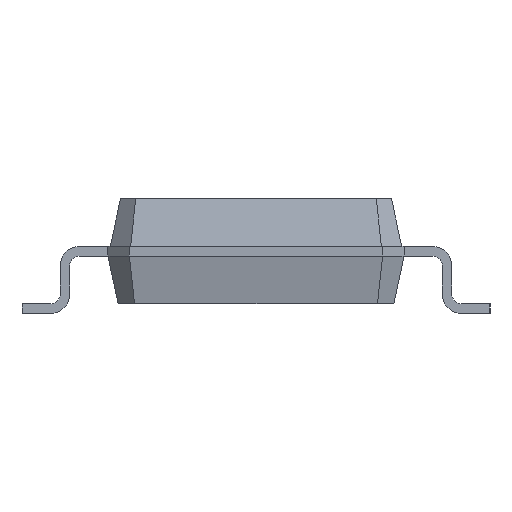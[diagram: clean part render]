
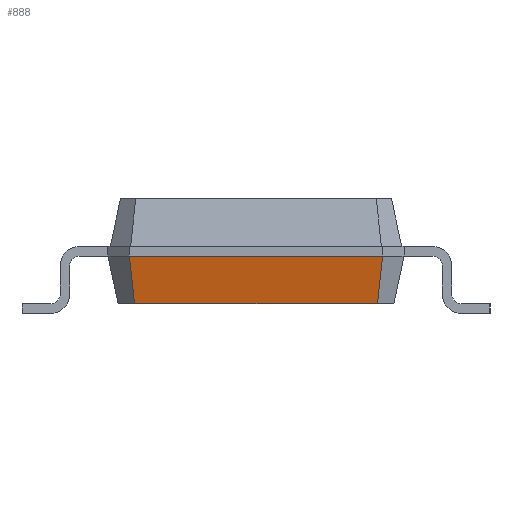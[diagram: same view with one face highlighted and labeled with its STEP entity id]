
A CAD part, front view. The second image highlights one B-rep face of the part: STEP entity #888.
In plain terms, the highlighted free-form (B-spline) face has degree [1, 1] with [2, 2] control points.
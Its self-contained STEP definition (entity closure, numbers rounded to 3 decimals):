
#54 = PLANE('',#55);
#55 = AXIS2_PLACEMENT_3D('',#56,#57,#58);
#56 = CARTESIAN_POINT('',(-1.444,-1.272,0.1));
#57 = DIRECTION('',(0.,0.,1.));
#58 = DIRECTION('',(0.75,0.661,0.));
#200 = VERTEX_POINT('',#201);
#201 = CARTESIAN_POINT('',(1.444,1.272,0.1));
#215 = B_SPLINE_SURFACE_WITH_KNOTS('',1,1,(
    (#216,#217)
    ,(#218,#219
    )),.UNSPECIFIED.,.F.,.F.,.F.,(2,2),(2,2),(0.,0.318),(
    0.,1.),.PIECEWISE_BEZIER_KNOTS.);
#216 = CARTESIAN_POINT('',(1.272,1.444,0.1));
#217 = CARTESIAN_POINT('',(1.325,1.55,0.6));
#218 = CARTESIAN_POINT('',(1.444,1.272,0.1));
#219 = CARTESIAN_POINT('',(1.55,1.325,0.6));
#226 = EDGE_CURVE('',#200,#227,#229,.T.);
#227 = VERTEX_POINT('',#228);
#228 = CARTESIAN_POINT('',(1.444,-1.272,0.1));
#229 = SURFACE_CURVE('',#230,(#234,#241),.PCURVE_S1.);
#230 = LINE('',#231,#232);
#231 = CARTESIAN_POINT('',(1.444,1.272,0.1));
#232 = VECTOR('',#233,1.);
#233 = DIRECTION('',(0.,-1.,0.));
#234 = PCURVE('',#54,#235);
#235 = DEFINITIONAL_REPRESENTATION('',(#236),#240);
#236 = LINE('',#237,#238);
#237 = CARTESIAN_POINT('',(3.848,0.));
#238 = VECTOR('',#239,1.);
#239 = DIRECTION('',(-0.661,-0.75));
#240 = ( GEOMETRIC_REPRESENTATION_CONTEXT(2) 
PARAMETRIC_REPRESENTATION_CONTEXT() REPRESENTATION_CONTEXT('2D SPACE',''
  ) );
#241 = PCURVE('',#242,#247);
#242 = B_SPLINE_SURFACE_WITH_KNOTS('',1,1,(
    (#243,#244)
    ,(#245,#246
    )),.UNSPECIFIED.,.F.,.F.,.F.,(2,2),(2,2),(0.,2.65),(0.,1.)
  ,.PIECEWISE_BEZIER_KNOTS.);
#243 = CARTESIAN_POINT('',(1.444,1.272,0.1));
#244 = CARTESIAN_POINT('',(1.55,1.325,0.6));
#245 = CARTESIAN_POINT('',(1.444,-1.272,0.1));
#246 = CARTESIAN_POINT('',(1.55,-1.325,0.6));
#247 = DEFINITIONAL_REPRESENTATION('',(#248),#251);
#248 = B_SPLINE_CURVE_WITH_KNOTS('',1,(#249,#250),.UNSPECIFIED.,.F.,.F.,
  (2,2),(0.,2.544),.PIECEWISE_BEZIER_KNOTS.);
#249 = CARTESIAN_POINT('',(0.,0.));
#250 = CARTESIAN_POINT('',(2.65,0.));
#251 = ( GEOMETRIC_REPRESENTATION_CONTEXT(2) 
PARAMETRIC_REPRESENTATION_CONTEXT() REPRESENTATION_CONTEXT('2D SPACE',''
  ) );
#269 = B_SPLINE_SURFACE_WITH_KNOTS('',1,1,(
    (#270,#271)
    ,(#272,#273
    )),.UNSPECIFIED.,.F.,.F.,.F.,(2,2),(2,2),(0.,0.318),(
    0.,1.),.PIECEWISE_BEZIER_KNOTS.);
#270 = CARTESIAN_POINT('',(1.444,-1.272,0.1));
#271 = CARTESIAN_POINT('',(1.55,-1.325,0.6));
#272 = CARTESIAN_POINT('',(1.272,-1.444,0.1));
#273 = CARTESIAN_POINT('',(1.325,-1.55,0.6));
#840 = EDGE_CURVE('',#200,#841,#843,.T.);
#841 = VERTEX_POINT('',#842);
#842 = CARTESIAN_POINT('',(1.55,1.325,0.6));
#843 = SURFACE_CURVE('',#844,(#847,#854),.PCURVE_S1.);
#844 = B_SPLINE_CURVE_WITH_KNOTS('',1,(#845,#846),.UNSPECIFIED.,.F.,.F.,
  (2,2),(0.,1.),.PIECEWISE_BEZIER_KNOTS.);
#845 = CARTESIAN_POINT('',(1.444,1.272,0.1));
#846 = CARTESIAN_POINT('',(1.55,1.325,0.6));
#847 = PCURVE('',#215,#848);
#848 = DEFINITIONAL_REPRESENTATION('',(#849),#853);
#849 = LINE('',#850,#851);
#850 = CARTESIAN_POINT('',(0.318,0.));
#851 = VECTOR('',#852,1.);
#852 = DIRECTION('',(0.,1.));
#853 = ( GEOMETRIC_REPRESENTATION_CONTEXT(2) 
PARAMETRIC_REPRESENTATION_CONTEXT() REPRESENTATION_CONTEXT('2D SPACE',''
  ) );
#854 = PCURVE('',#242,#855);
#855 = DEFINITIONAL_REPRESENTATION('',(#856),#860);
#856 = LINE('',#857,#858);
#857 = CARTESIAN_POINT('',(0.,0.));
#858 = VECTOR('',#859,1.);
#859 = DIRECTION('',(0.,1.));
#860 = ( GEOMETRIC_REPRESENTATION_CONTEXT(2) 
PARAMETRIC_REPRESENTATION_CONTEXT() REPRESENTATION_CONTEXT('2D SPACE',''
  ) );
#888 = ADVANCED_FACE('',(#889),#242,.F.);
#889 = FACE_BOUND('',#890,.F.);
#890 = EDGE_LOOP('',(#891,#892,#914,#940));
#891 = ORIENTED_EDGE('',*,*,#226,.T.);
#892 = ORIENTED_EDGE('',*,*,#893,.T.);
#893 = EDGE_CURVE('',#227,#894,#896,.T.);
#894 = VERTEX_POINT('',#895);
#895 = CARTESIAN_POINT('',(1.55,-1.325,0.6));
#896 = SURFACE_CURVE('',#897,(#900,#907),.PCURVE_S1.);
#897 = B_SPLINE_CURVE_WITH_KNOTS('',1,(#898,#899),.UNSPECIFIED.,.F.,.F.,
  (2,2),(0.,1.),.PIECEWISE_BEZIER_KNOTS.);
#898 = CARTESIAN_POINT('',(1.444,-1.272,0.1));
#899 = CARTESIAN_POINT('',(1.55,-1.325,0.6));
#900 = PCURVE('',#242,#901);
#901 = DEFINITIONAL_REPRESENTATION('',(#902),#906);
#902 = LINE('',#903,#904);
#903 = CARTESIAN_POINT('',(2.65,0.));
#904 = VECTOR('',#905,1.);
#905 = DIRECTION('',(0.,1.));
#906 = ( GEOMETRIC_REPRESENTATION_CONTEXT(2) 
PARAMETRIC_REPRESENTATION_CONTEXT() REPRESENTATION_CONTEXT('2D SPACE',''
  ) );
#907 = PCURVE('',#269,#908);
#908 = DEFINITIONAL_REPRESENTATION('',(#909),#913);
#909 = LINE('',#910,#911);
#910 = CARTESIAN_POINT('',(0.,0.));
#911 = VECTOR('',#912,1.);
#912 = DIRECTION('',(0.,1.));
#913 = ( GEOMETRIC_REPRESENTATION_CONTEXT(2) 
PARAMETRIC_REPRESENTATION_CONTEXT() REPRESENTATION_CONTEXT('2D SPACE',''
  ) );
#914 = ORIENTED_EDGE('',*,*,#915,.F.);
#915 = EDGE_CURVE('',#841,#894,#916,.T.);
#916 = SURFACE_CURVE('',#917,(#921,#928),.PCURVE_S1.);
#917 = LINE('',#918,#919);
#918 = CARTESIAN_POINT('',(1.55,1.325,0.6));
#919 = VECTOR('',#920,1.);
#920 = DIRECTION('',(0.,-1.,0.));
#921 = PCURVE('',#242,#922);
#922 = DEFINITIONAL_REPRESENTATION('',(#923),#927);
#923 = LINE('',#924,#925);
#924 = CARTESIAN_POINT('',(0.,1.));
#925 = VECTOR('',#926,1.);
#926 = DIRECTION('',(1.,0.));
#927 = ( GEOMETRIC_REPRESENTATION_CONTEXT(2) 
PARAMETRIC_REPRESENTATION_CONTEXT() REPRESENTATION_CONTEXT('2D SPACE',''
  ) );
#928 = PCURVE('',#929,#934);
#929 = PLANE('',#930);
#930 = AXIS2_PLACEMENT_3D('',#931,#932,#933);
#931 = CARTESIAN_POINT('',(1.55,1.325,0.7));
#932 = DIRECTION('',(-1.,0.,0.));
#933 = DIRECTION('',(0.,-1.,0.));
#934 = DEFINITIONAL_REPRESENTATION('',(#935),#939);
#935 = LINE('',#936,#937);
#936 = CARTESIAN_POINT('',(0.,-0.1));
#937 = VECTOR('',#938,1.);
#938 = DIRECTION('',(1.,0.));
#939 = ( GEOMETRIC_REPRESENTATION_CONTEXT(2) 
PARAMETRIC_REPRESENTATION_CONTEXT() REPRESENTATION_CONTEXT('2D SPACE',''
  ) );
#940 = ORIENTED_EDGE('',*,*,#840,.F.);
